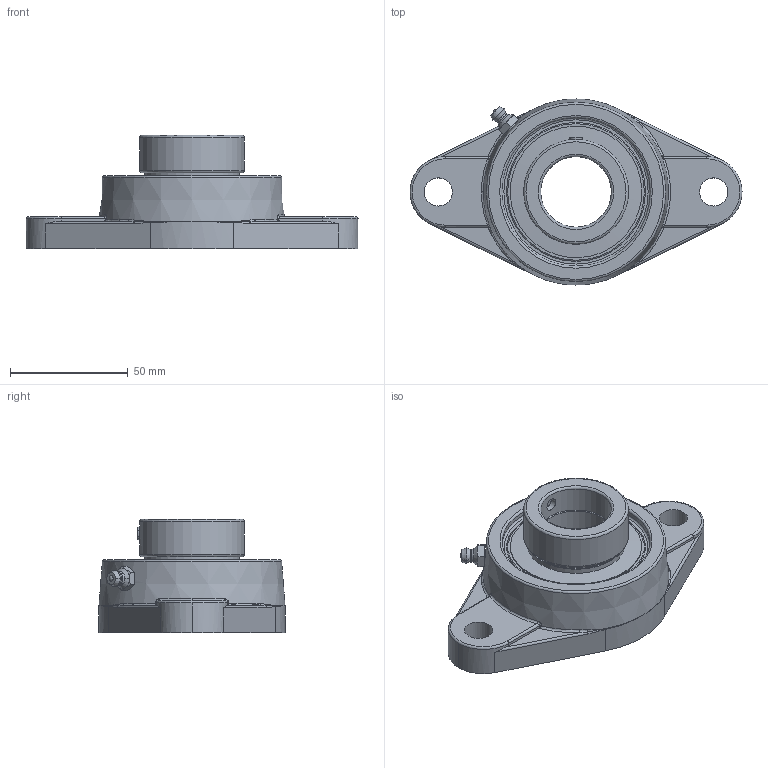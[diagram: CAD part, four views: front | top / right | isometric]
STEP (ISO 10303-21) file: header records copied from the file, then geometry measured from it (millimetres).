
FILE_DESCRIPTION(('HOOPS Exchange Step'),'2;1');
FILE_NAME('export-B745C6B0-355D-4BB9-BF4F-C7C1F9CF7F80.stp','2019-12-13T09:14:49-08:00',('ibuslach'),('Alibre'),'HOOPS Exchange 2019.2','Alibre','Unknown authorisation');
FILE_SCHEMA( ('AP242_MANAGED_MODEL_BASED_3D_ENGINEERING_MIM_LF {1 0 10303 442 1 1 4 }') );
Length unit declared in the file: centimetre
Products named in the file (8): MRN SFT 206 (NO LETTERING); UCP ZERK 5mm; SNC 206 RACES; SNC 206 COLLAR; SNC 206 SS; SNC 206 SHIELD; MRN SNC 206; MRN SNCFT 206
Assembly tree (8 placements, depth 3):
  MRN SNCFT 206
    MRN SFT 206 (NO LETTERING)
    UCP ZERK 5mm
    MRN SNC 206
      SNC 206 RACES
      SNC 206 COLLAR
      SNC 206 SS
      SNC 206 SHIELD  x2
Bounding box: 141 x 79 x 48.11 mm (x, y, z)
Volume: 126400.5 mm3; surface area: 53429.6 mm2
Topology: 8 solids, 8 shells, 198 faces, 519 edges, 330 vertices
Faces by surface type: plane 55, cylinder 53, bspline 34, torus 29, cone 19, sphere 8
Full cylindrical faces by diameter (mm): 2.506 x2, 5 x2, 5.359 x2, 5.36 x1, 12 x2, 30 x2, 37.643 x2, 40.323 x4, 41.338 x2, 44.501 x1, 51.397 x2, 55.88 x2, 63.017 x1, 65.017 x1
Entity records: 12899 total; most frequent: CARTESIAN_POINT 8085, ORIENTED_EDGE 978, DIRECTION 976, EDGE_CURVE 489, AXIS2_PLACEMENT_3D 421, VERTEX_POINT 316, CIRCLE 240, EDGE_LOOP 217
